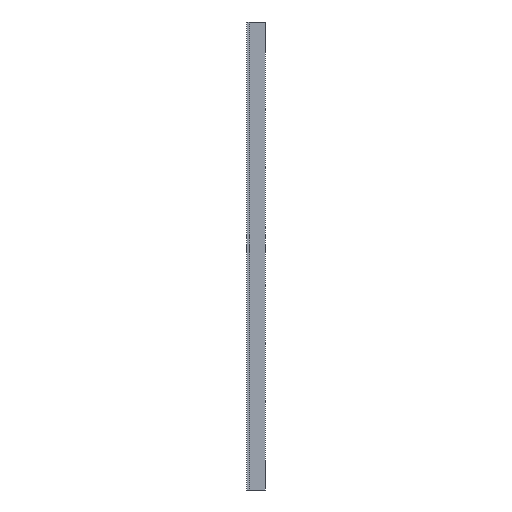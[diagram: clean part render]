
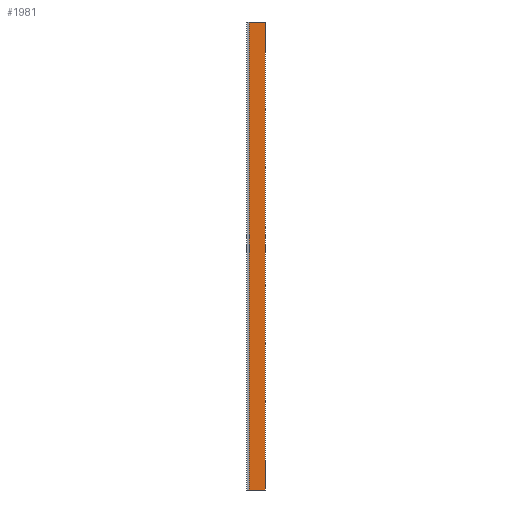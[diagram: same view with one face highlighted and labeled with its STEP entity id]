
A CAD part, left-side view. The second image highlights one B-rep face of the part: STEP entity #1981.
In plain terms, the highlighted planar face has unit normal (-1, 0, 0).
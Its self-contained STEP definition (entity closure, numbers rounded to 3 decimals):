
#203=DIRECTION('',(0.,-1.,0.));
#204=VECTOR('',#203,68.5);
#205=CARTESIAN_POINT('',(-65.,68.5,0.));
#206=LINE('',#205,#204);
#555=DIRECTION('',(0.,-1.,0.));
#556=VECTOR('',#555,68.5);
#557=CARTESIAN_POINT('',(-65.,68.5,-2000.));
#558=LINE('',#557,#556);
#691=DIRECTION('',(0.,0.,-1.));
#692=VECTOR('',#691,2000.);
#693=CARTESIAN_POINT('',(-65.,68.5,0.));
#694=LINE('',#693,#692);
#695=DIRECTION('',(0.,0.,-1.));
#696=VECTOR('',#695,2000.);
#697=CARTESIAN_POINT('',(-65.,0.,0.));
#698=LINE('',#697,#696);
#1051=CARTESIAN_POINT('',(-65.,68.5,0.));
#1052=VERTEX_POINT('',#1051);
#1053=CARTESIAN_POINT('',(-65.,0.,0.));
#1054=VERTEX_POINT('',#1053);
#1079=CARTESIAN_POINT('',(-65.,68.5,-2000.));
#1080=VERTEX_POINT('',#1079);
#1081=CARTESIAN_POINT('',(-65.,0.,-2000.));
#1082=VERTEX_POINT('',#1081);
#1969=CARTESIAN_POINT('',(-65.,68.5,0.));
#1970=DIRECTION('',(-1.,0.,0.));
#1971=DIRECTION('',(0.,-1.,0.));
#1972=AXIS2_PLACEMENT_3D('',#1969,#1970,#1971);
#1973=PLANE('',#1972);
#1974=ORIENTED_EDGE('',*,*,#1374,.T.);
#1976=ORIENTED_EDGE('',*,*,#1975,.T.);
#1977=ORIENTED_EDGE('',*,*,#1640,.F.);
#1978=ORIENTED_EDGE('',*,*,#1962,.F.);
#1979=EDGE_LOOP('',(#1974,#1976,#1977,#1978));
#1980=FACE_OUTER_BOUND('',#1979,.F.);
#1374=EDGE_CURVE('',#1052,#1054,#206,.T.);
#1640=EDGE_CURVE('',#1080,#1082,#558,.T.);
#1962=EDGE_CURVE('',#1052,#1080,#694,.T.);
#1975=EDGE_CURVE('',#1054,#1082,#698,.T.);
#1981=ADVANCED_FACE('',(#1980),#1973,.T.);
